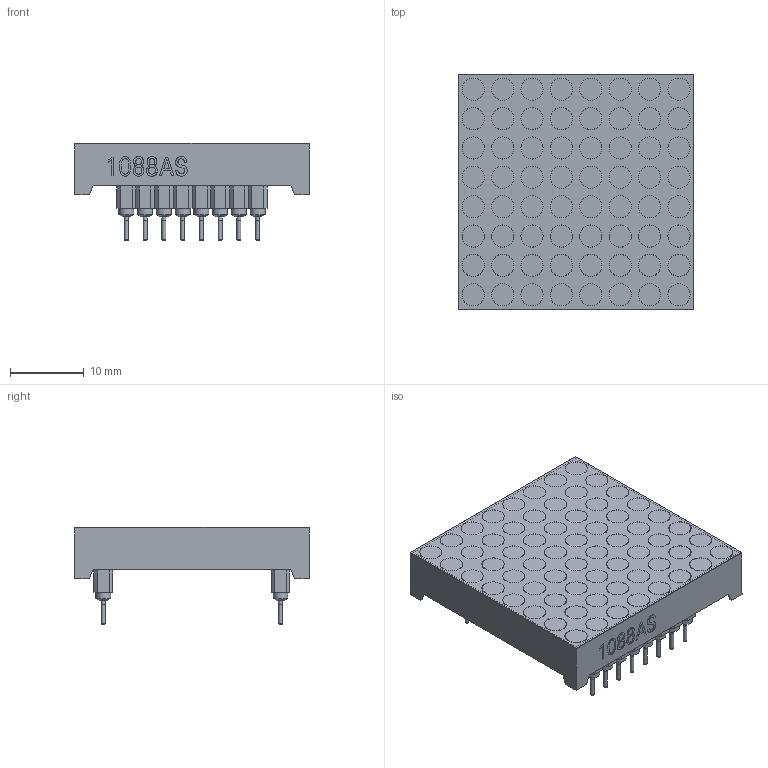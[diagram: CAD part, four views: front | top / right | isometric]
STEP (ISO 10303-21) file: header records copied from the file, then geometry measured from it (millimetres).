
FILE_DESCRIPTION(/* description */ (''),/* implementation_level */ '2;1');
FILE_NAME(/* name */ '8x8 LED Dot Matrix Display Module.step',/* time_stamp */ '2020-08-14T17:12:46+02:00',/* author */ (''),/* organization */ (''),/* preprocessor_version */ 'ST-DEVELOPER v18.1',/* originating_system */ 'Autodesk Translation Framework v9.3.0.1241',/* authorisation */ '');
FILE_SCHEMA (('AUTOMOTIVE_DESIGN { 1 0 10303 214 3 1 1 }'));
Length unit declared in the file: millimetre
Products named in the file (3): (Unsaved); 1088AS; 8x female rounded header
Assembly tree (3 placements, depth 2):
  (Unsaved)
    1088AS
    8x female rounded header  x2
Bounding box: 31.8 x 31.81 x 13.23 mm (x, y, z)
Volume: 4649.6 mm3; surface area: 7865.8 mm2
Topology: 121 solids, 121 shells, 780 faces, 1505 edges, 998 vertices
Faces by surface type: plane 455, cylinder 208, bspline 69, cone 48
Full cylindrical faces by diameter (mm): 0.5 x16, 0.51 x16, 0.75 x16, 2 x32, 3 x128
Entity records: 19157 total; most frequent: CARTESIAN_POINT 6174, DIRECTION 2521, ORIENTED_EDGE 2242, EDGE_CURVE 1121, AXIS2_PLACEMENT_3D 957, EDGE_LOOP 785, VERTEX_POINT 750, LINE 607
